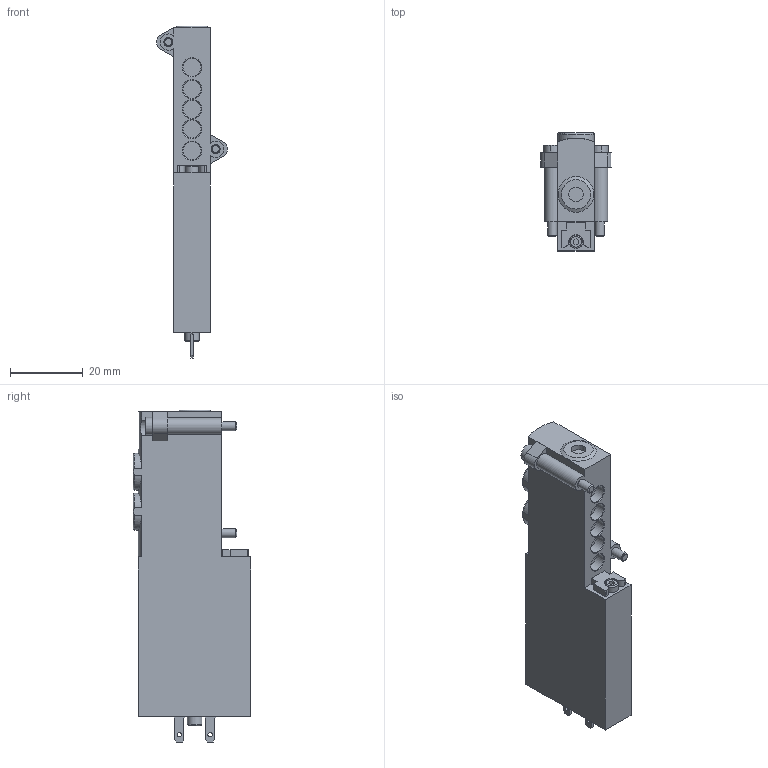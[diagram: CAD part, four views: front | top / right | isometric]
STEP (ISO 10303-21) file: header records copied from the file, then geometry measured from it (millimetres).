
FILE_DESCRIPTION(/* description */ ('STEP AP214'),/* implementation_level */ '2;1');
FILE_NAME(/* name */ '525105_MHP2-MS1H-5_2-M5',/* time_stamp */ '2024-09-06T15:51:52+02:00',/* author */ ('License CC BY-ND 4.0'),/* organization */ ('CADENAS'),/* preprocessor_version */ 'ST-DEVELOPER v19.3',/* originating_system */ 'PARTsolutions',/* authorisation */ ' ');
FILE_SCHEMA (('AUTOMOTIVE_DESIGN {1 0 10303 214 3 1 1}'));
Length unit declared in the file: millimetre
Products named in the file (1): 525105 MHP2-MS1H-5/2-M5
Bounding box: 19.49 x 32.5 x 91.5 mm (x, y, z)
Volume: 23410.8 mm3; surface area: 8013.4 mm2
Topology: 1 solids, 1 shells, 146 faces, 363 edges, 238 vertices
Faces by surface type: plane 100, cylinder 32, cone 11, torus 3
Full cylindrical faces by diameter (mm): 1.2 x2, 2.5 x2, 3.6 x1, 4 x2, 4.134 x2, 5 x5
Entity records: 4231 total; most frequent: CARTESIAN_POINT 798, DIRECTION 687, ORIENTED_EDGE 662, EDGE_CURVE 331, LINE 249, VECTOR 249, VERTEX_POINT 234, AXIS2_PLACEMENT_3D 219
